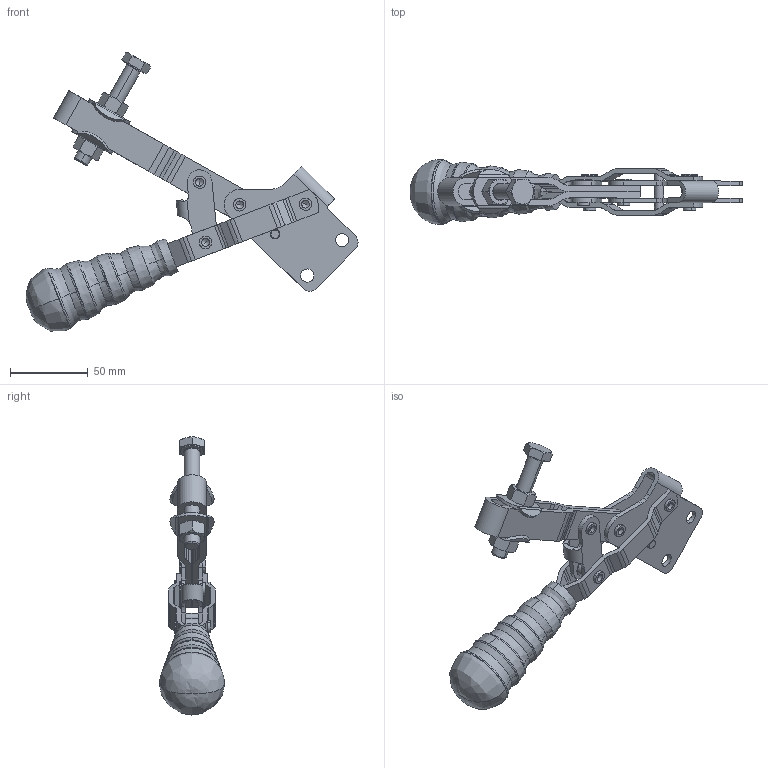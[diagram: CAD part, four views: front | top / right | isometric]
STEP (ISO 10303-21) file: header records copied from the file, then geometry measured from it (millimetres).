
FILE_DESCRIPTION((''),'2;1');
FILE_NAME('214.1-opened.stp','2005-09-27T20:10:35',('Kysilko'),(''),'Autodesk Inventor 8','Autodesk Inventor 8','');
FILE_SCHEMA(('AUTOMOTIVE_DESIGN { 1 0 10303 214 1 1 1 1 }'));
Length unit declared in the file: millimetre
Products named in the file (1): Part5
Bounding box: 214.06 x 41.84 x 179.41 mm (x, y, z)
Volume: 150868.6 mm3; surface area: 60700.3 mm2
Topology: 1 solids, 3 shells, 1462 faces, 5108 edges, 3179 vertices
Faces by surface type: plane 749, cone 360, cylinder 245, bspline 86, torus 22
Entity records: 59011 total; most frequent: CARTESIAN_POINT 15272, ORIENTED_EDGE 10204, DIRECTION 9026, EDGE_CURVE 5102, AXIS2_PLACEMENT_3D 3229, VERTEX_POINT 3179, VECTOR 2568, LINE 2568
